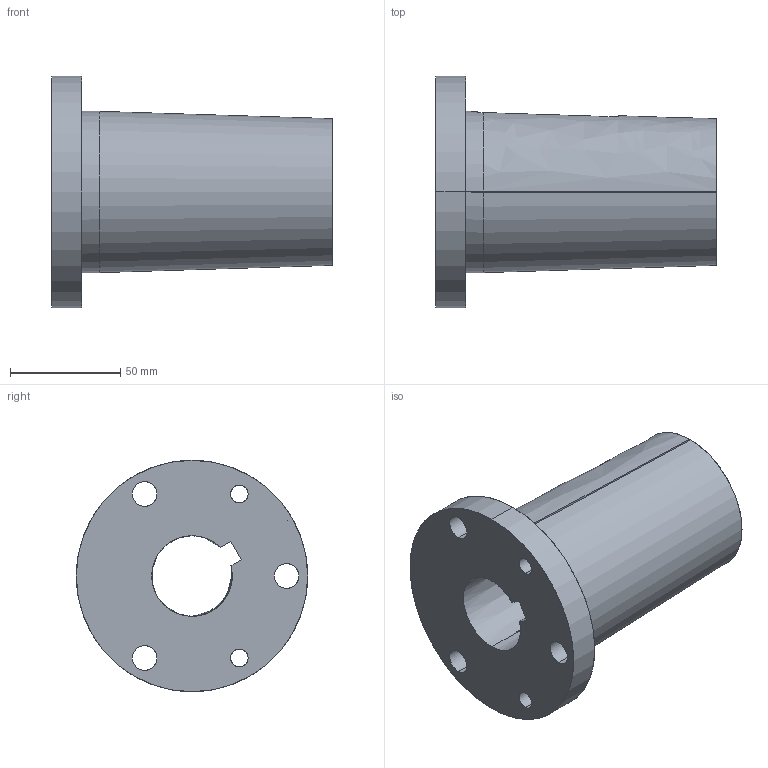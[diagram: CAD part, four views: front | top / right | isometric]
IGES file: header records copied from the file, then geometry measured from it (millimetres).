
Start section: SolidWorks IGES file using analytic representation for surfaces
Global section: file name: Q3Q3_1_072623693721.igs; native system: SolidWorks 2017; preprocessor: SolidWorks 2017; author: partstream; date: 170726.023617; units: inch
Bounding box: 127 x 104.78 x 104.78 mm (x, y, z)
Surface area: 68764.6 mm2 (no closed solid volume)
Topology: 0 solids, 0 shells, 75 faces, 1054 edges, 1054 vertices
Faces by surface type: bspline 56, revolution 19
